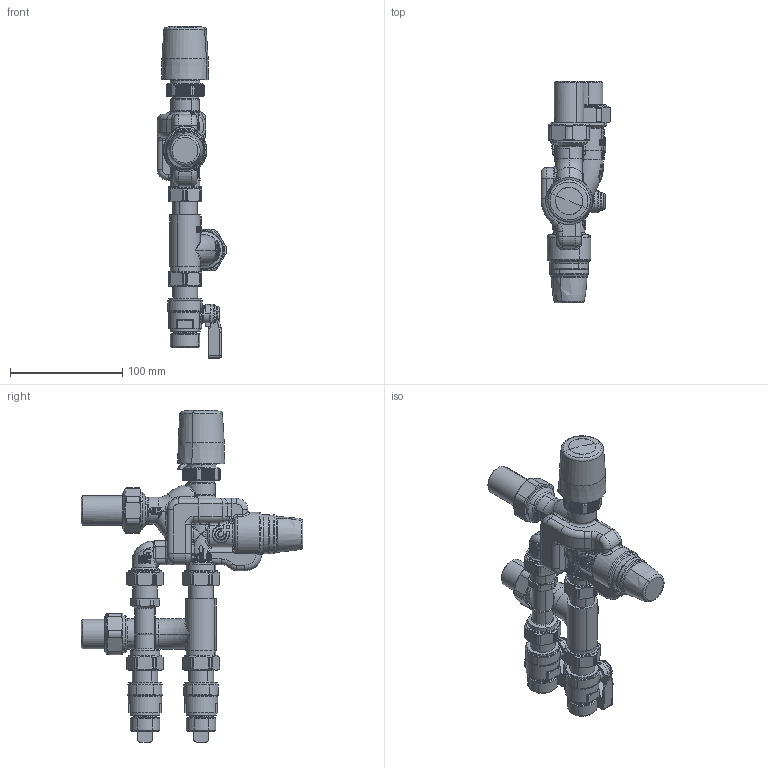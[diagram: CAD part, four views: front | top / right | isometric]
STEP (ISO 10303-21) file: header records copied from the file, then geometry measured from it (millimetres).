
FILE_DESCRIPTION(('CATIA V5 STEP Exchange'),'2;1');
FILE_NAME('STEP_600500_-_TST.stp','2018-06-20T09:11:14+00:00',('none'),('none'),'CATIA Version 5-6 Release 2016 SP4','CATIA V5 STEP AP203','none');
FILE_SCHEMA(('CONFIG_CONTROL_DESIGN'));
Length unit declared in the file: millimetre
Products named in the file (1): 600500 - TST
Bounding box: 62.33 x 197.7 x 295.8 mm (x, y, z)
Volume: 555458 mm3; surface area: 93633.6 mm2
Topology: 1 solids, 4 shells, 4969 faces, 12013 edges, 6852 vertices
Faces by surface type: bspline 1920, cylinder 1298, plane 704, torus 570, sphere 268, cone 175, extrusion 27, revolution 7
Entity records: 242989 total; most frequent: CARTESIAN_POINT 152066, ORIENTED_EDGE 23464, EDGE_CURVE 11732, DIRECTION 10014, VERTEX_POINT 6852, B_SPLINE_CURVE_WITH_KNOTS 6618, AXIS2_PLACEMENT_3D 5083, EDGE_LOOP 5052
